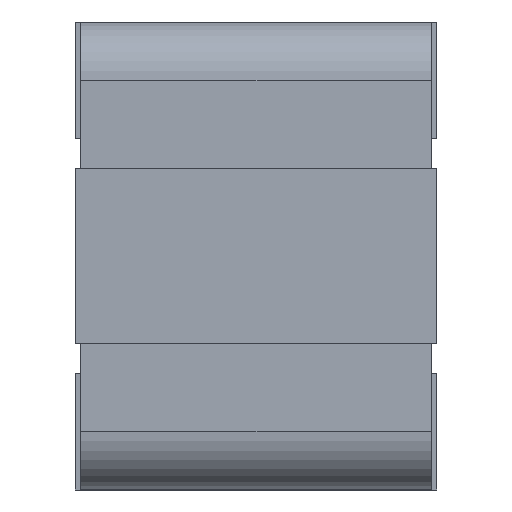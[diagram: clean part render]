
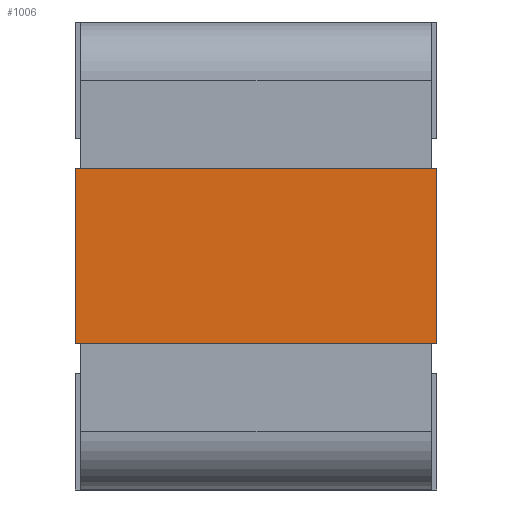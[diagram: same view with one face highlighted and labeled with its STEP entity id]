
A CAD part, left-side view. The second image highlights one B-rep face of the part: STEP entity #1006.
In plain terms, the highlighted planar face has unit normal (-1, 0, 0).
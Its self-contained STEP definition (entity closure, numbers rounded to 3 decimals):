
#33 = DIRECTION ( 'NONE',  ( 0., 0., -1. ) ) ;
#165 = CARTESIAN_POINT ( 'NONE',  ( -0.801, 0.31, 0.15 ) ) ;
#173 = VERTEX_POINT ( 'NONE', #646 ) ;
#227 = CARTESIAN_POINT ( 'NONE',  ( -0.801, 0.31, 0.15 ) ) ;
#255 = CARTESIAN_POINT ( 'NONE',  ( -0.801, -0.31, 0.15 ) ) ;
#341 = CARTESIAN_POINT ( 'NONE',  ( -0.801, 0.31, -0.15 ) ) ;
#369 = ORIENTED_EDGE ( 'NONE', *, *, #1587, .T. ) ;
#458 = CARTESIAN_POINT ( 'NONE',  ( -0.801, 0.31, 0.15 ) ) ;
#462 = VECTOR ( 'NONE', #874, 1000. ) ;
#566 = VERTEX_POINT ( 'NONE', #1178 ) ;
#605 = CARTESIAN_POINT ( 'NONE',  ( -0.801, 0.31, -0.15 ) ) ;
#610 = VECTOR ( 'NONE', #792, 1000. ) ;
#631 = EDGE_LOOP ( 'NONE', ( #1453, #1414, #1315, #369 ) ) ;
#646 = CARTESIAN_POINT ( 'NONE',  ( -0.801, -0.31, -0.15 ) ) ;
#741 = LINE ( 'NONE', #227, #862 ) ;
#792 = DIRECTION ( 'NONE',  ( 0., 0., 1. ) ) ;
#814 = VERTEX_POINT ( 'NONE', #458 ) ;
#855 = VECTOR ( 'NONE', #1726, 1000. ) ;
#862 = VECTOR ( 'NONE', #1274, 1000. ) ;
#874 = DIRECTION ( 'NONE',  ( 0., -1., 0. ) ) ;
#970 = DIRECTION ( 'NONE',  ( 1., 0., 0. ) ) ;
#1006 = ADVANCED_FACE ( 'NONE', ( #1631 ), #1365, .F. ) ;
#1088 = CARTESIAN_POINT ( 'NONE',  ( -0.801, 0.31, 0.15 ) ) ;
#1130 = EDGE_CURVE ( 'NONE', #173, #566, #1611, .T. ) ;
#1178 = CARTESIAN_POINT ( 'NONE',  ( -0.801, -0.31, 0.15 ) ) ;
#1274 = DIRECTION ( 'NONE',  ( 0., -1., 0. ) ) ;
#1315 = ORIENTED_EDGE ( 'NONE', *, *, #1431, .F. ) ;
#1365 = PLANE ( 'NONE',  #1513 ) ;
#1414 = ORIENTED_EDGE ( 'NONE', *, *, #1600, .F. ) ;
#1429 = LINE ( 'NONE', #341, #462 ) ;
#1431 = EDGE_CURVE ( 'NONE', #1462, #814, #1638, .T. ) ;
#1453 = ORIENTED_EDGE ( 'NONE', *, *, #1130, .T. ) ;
#1462 = VERTEX_POINT ( 'NONE', #605 ) ;
#1513 = AXIS2_PLACEMENT_3D ( 'NONE', #1088, #970, #33 ) ;
#1587 = EDGE_CURVE ( 'NONE', #1462, #173, #1429, .T. ) ;
#1600 = EDGE_CURVE ( 'NONE', #814, #566, #741, .T. ) ;
#1611 = LINE ( 'NONE', #255, #855 ) ;
#1631 = FACE_OUTER_BOUND ( 'NONE', #631, .T. ) ;
#1638 = LINE ( 'NONE', #165, #610 ) ;
#1726 = DIRECTION ( 'NONE',  ( 0., 0., 1. ) ) ;
